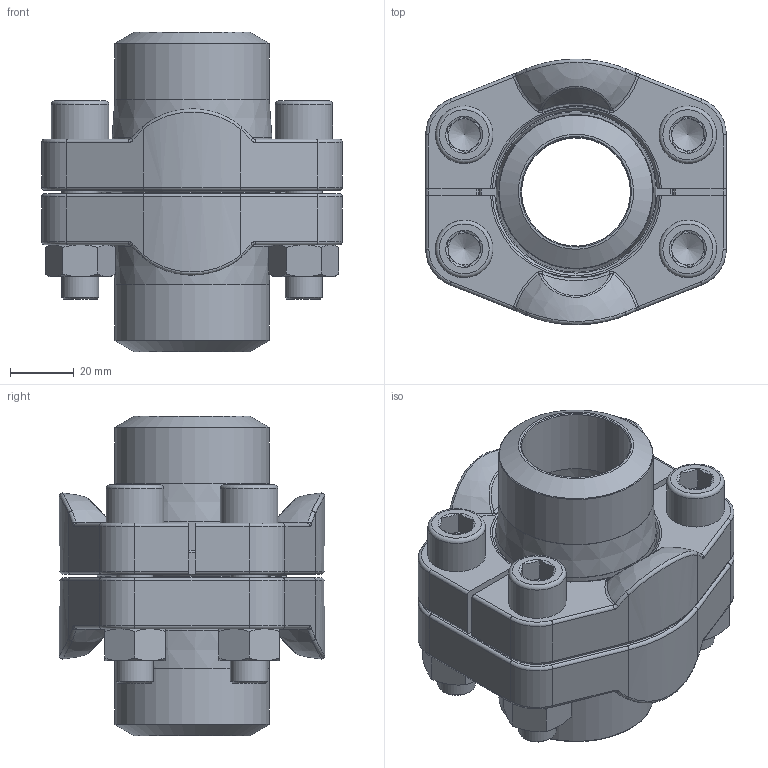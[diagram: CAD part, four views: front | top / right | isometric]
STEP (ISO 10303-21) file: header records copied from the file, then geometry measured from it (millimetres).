
FILE_DESCRIPTION(/* description */ (''),/* implementation_level */ '2;1');
FILE_NAME(/* name */ 'AFK38-335.stp',/* time_stamp */ '2025-01-15T08:53:37+01:00',/* author */ (''),/* organization */ (''),/* preprocessor_version */ 'ST-DEVELOPER v16',/* originating_system */ 'SIEMENS PLM Software NX 10.0',/* authorisation */ '');
FILE_SCHEMA (('AUTOMOTIVE_DESIGN { 1 0 10303 214 3 1 1 1 }'));
Length unit declared in the file: millimetre
Products named in the file (9): X-AFH38-3_einzel; X-AFV38-3; X-AFK38-3; X-FM12; X-M12x50I; X-O47; X-AFA38-3; X-AFH38-3; AFK38-3
Assembly tree (15 placements, depth 3):
  AFK38-3
    X-AFH38-3
      X-AFH38-3_einzel  x2
    X-AFA38-3
    X-O47
    X-M12x50I  x4
    X-FM12  x4
    X-AFK38-3
    X-AFV38-3
Bounding box: 94 x 83 x 100 mm (x, y, z)
Volume: 260900.3 mm3; surface area: 91457 mm2
Topology: 14 solids, 14 shells, 432 faces, 933 edges, 536 vertices
Faces by surface type: cone 135, plane 127, cylinder 78, torus 63, bspline 24, sphere 4, revolution 1
Full cylindrical faces by diameter (mm): 10.344 x4, 11.701 x4, 13 x8, 18 x4, 34.02 x2, 38 x2, 46.4 x1, 48.3 x2, 50 x2, 50.8 x1, 54.166 x1, 60.3 x2, 61.1 x1
Entity records: 6662 total; most frequent: CARTESIAN_POINT 1829, DIRECTION 1029, ORIENTED_EDGE 822, AXIS2_PLACEMENT_3D 467, EDGE_CURVE 411, EDGE_LOOP 320, VERTEX_POINT 275, CIRCLE 243
